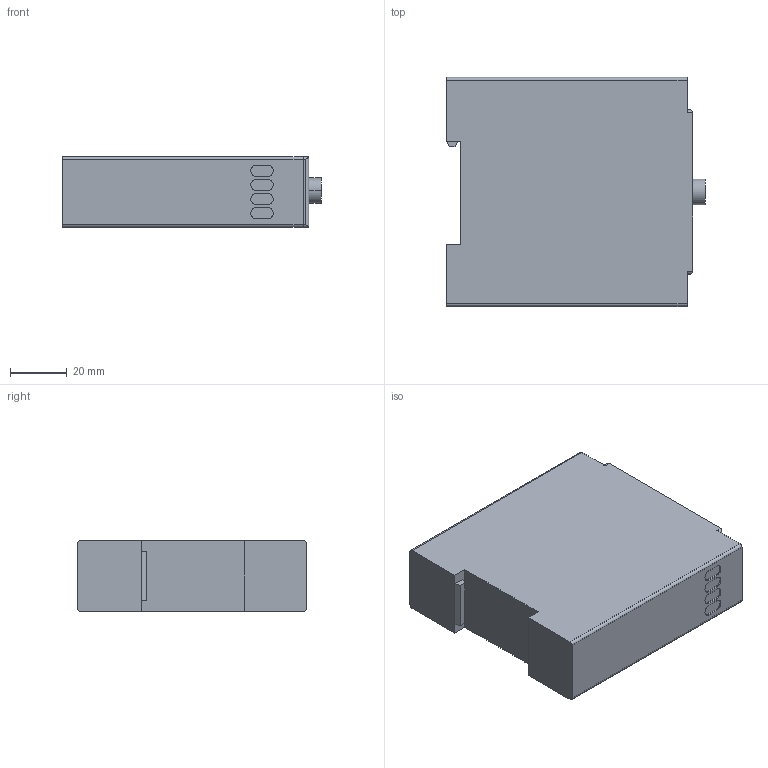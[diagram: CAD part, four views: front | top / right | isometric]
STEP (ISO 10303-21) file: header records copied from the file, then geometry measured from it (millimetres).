
FILE_DESCRIPTION (( 'STEP AP214' ), '1' );
FILE_NAME ('16CDJS8.STEP', '2025-03-29T08:32:56', ( '' ), ( 'Microsoft' ), 'SwSTEP 2.0', 'SolidWorks 2014', '' );
FILE_SCHEMA (( 'AUTOMOTIVE_DESIGN' ));
Length unit declared in the file: millimetre
Products named in the file (1): 16CDJS8
Bounding box: 91.5 x 81 x 25 mm (x, y, z)
Volume: 170604.2 mm3; surface area: 22429.8 mm2
Topology: 1 solids, 1 shells, 96 faces, 225 edges, 148 vertices
Faces by surface type: plane 52, cylinder 44
Entity records: 2795 total; most frequent: DIRECTION 495, CARTESIAN_POINT 482, ORIENTED_EDGE 450, EDGE_CURVE 225, AXIS2_PLACEMENT_3D 177, VERTEX_POINT 148, LINE 141, VECTOR 141
